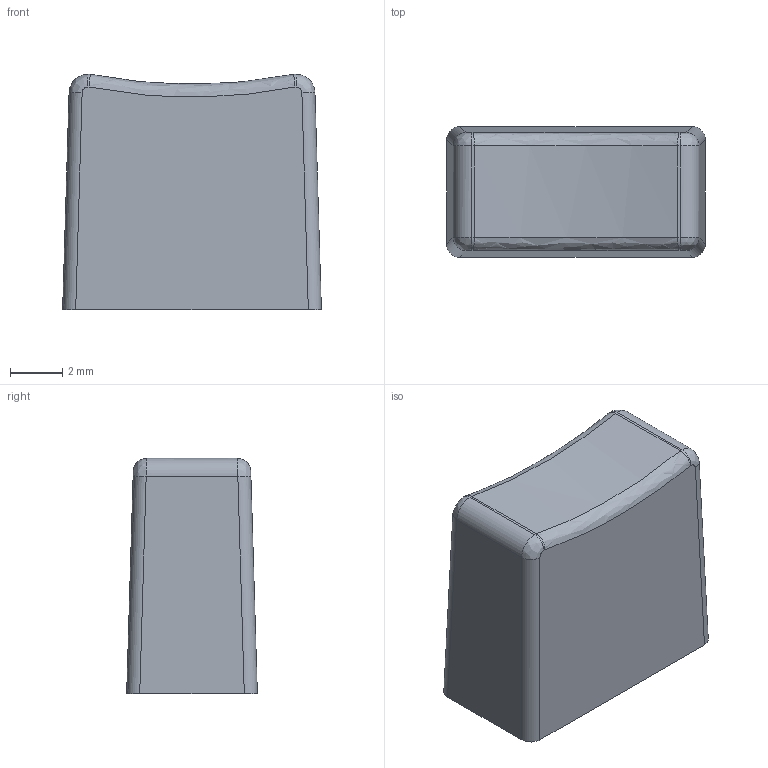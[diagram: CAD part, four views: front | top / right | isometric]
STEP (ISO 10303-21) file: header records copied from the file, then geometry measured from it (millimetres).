
FILE_DESCRIPTION((' '),'2;1');
FILE_NAME('1Cxxx.stp','2017-07-26T10:09:53',(' '),(' '),' ','ACIS',' ');
FILE_SCHEMA(('CONFIG_CONTROL_DESIGN'));
Length unit declared in the file: inch
Products named in the file (1): 1Cxxx.stp
Bounding box: 9.9 x 5 x 9 mm (x, y, z)
Volume: 229.8 mm3; surface area: 561.3 mm2
Topology: 1 solids, 1 shells, 49 faces, 130 edges, 84 vertices
Faces by surface type: plane 29, cylinder 14, bspline 6
Entity records: 1997 total; most frequent: CARTESIAN_POINT 668, ORIENTED_EDGE 260, DIRECTION 244, EDGE_CURVE 130, VECTOR 96, LINE 96, VERTEX_POINT 84, AXIS2_PLACEMENT_3D 74
